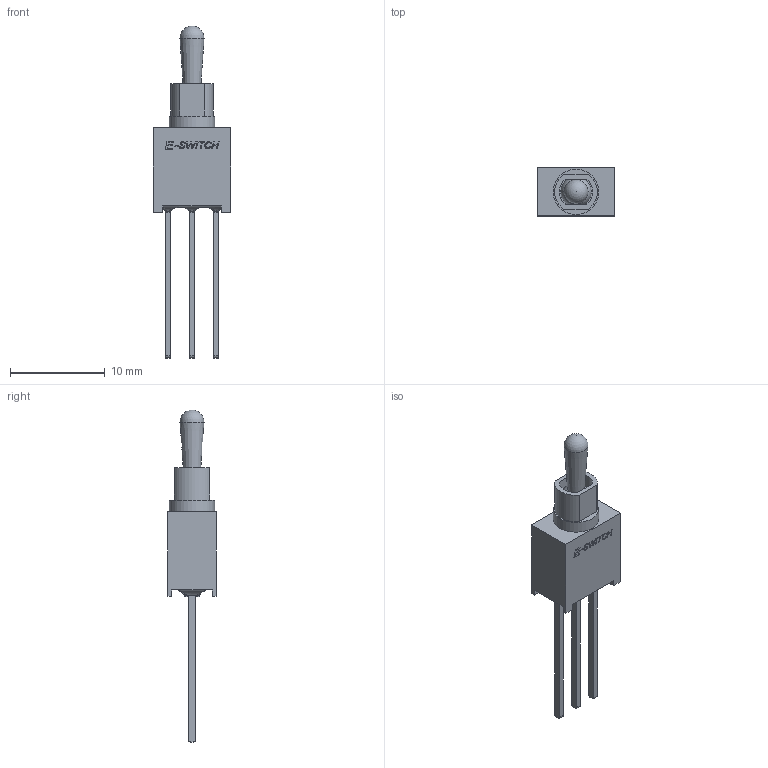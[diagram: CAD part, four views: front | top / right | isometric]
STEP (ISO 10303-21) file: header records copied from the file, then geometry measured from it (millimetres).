
FILE_DESCRIPTION(/* description */ (''),/* implementation_level */ '2;1');
FILE_NAME(/* name */ '200AWMSPxT2A1XXxE.stp',/* time_stamp */ '2025-05-01T10:46:35-05:00',/* author */ ('mroman'),/* organization */ (''),/* preprocessor_version */ 'ST-DEVELOPER v18.1',/* originating_system */ 'Autodesk Inventor 2022',/* authorisation */ '');
FILE_SCHEMA (('AUTOMOTIVE_DESIGN { 1 0 10303 214 3 1 1 }'));
Length unit declared in the file: inch
Products named in the file (1): 200AWMSPxT2A1XXxE
Bounding box: 8.13 x 5.08 x 35.03 mm (x, y, z)
Volume: 449.5 mm3; surface area: 593.2 mm2
Topology: 1 solids, 1 shells, 184 faces, 512 edges, 342 vertices
Faces by surface type: plane 118, bspline 46, cylinder 17, sphere 2, cone 1
Full cylindrical faces by diameter (mm): 4.8 x1
Entity records: 6540 total; most frequent: CARTESIAN_POINT 2095, ORIENTED_EDGE 1022, DIRECTION 710, EDGE_CURVE 511, LINE 354, VECTOR 354, VERTEX_POINT 342, EDGE_LOOP 201
